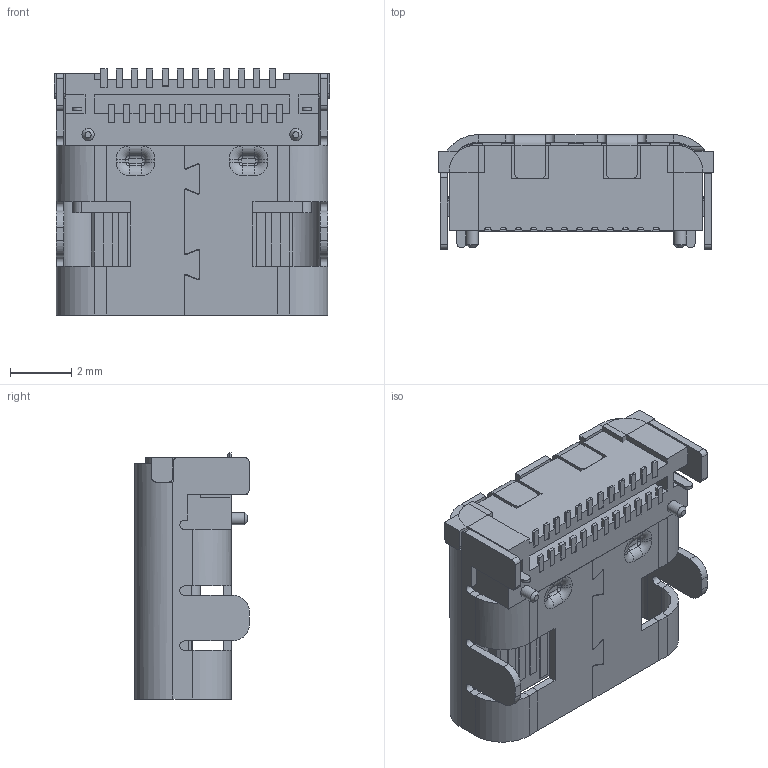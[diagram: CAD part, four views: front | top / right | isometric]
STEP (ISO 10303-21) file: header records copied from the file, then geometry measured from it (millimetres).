
FILE_DESCRIPTION(('STEP AP214'), '1');
FILE_NAME('USB_type_C_smd_24p', '2024-08-07T19:46:01', (''), (''), 'C3D Converter', 'C3D Toolkit', '');
FILE_SCHEMA(('AUTOMOTIVE_DESIGN { 1 0 10303 214 3 1 1}'));
Length unit declared in the file: millimetre
Bounding box: 9 x 3.75 x 8.05 mm (x, y, z)
Volume: 125.5 mm3; surface area: 524.6 mm2
Topology: 7 solids, 7 shells, 811 faces, 2168 edges, 1382 vertices
Faces by surface type: plane 521, cylinder 224, torus 56, cone 10
Full cylindrical faces by diameter (mm): 0.4 x2
Entity records: 31612 total; most frequent: CARTESIAN_POINT 4610, ORIENTED_EDGE 4328, DIRECTION 4186, EDGE_CURVE 2164, LINE 1650, VECTOR 1650, VERTEX_POINT 1382, AXIS2_PLACEMENT_3D 1268
